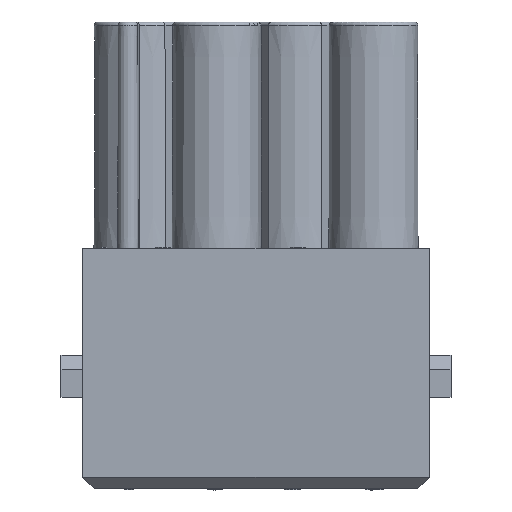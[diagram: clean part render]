
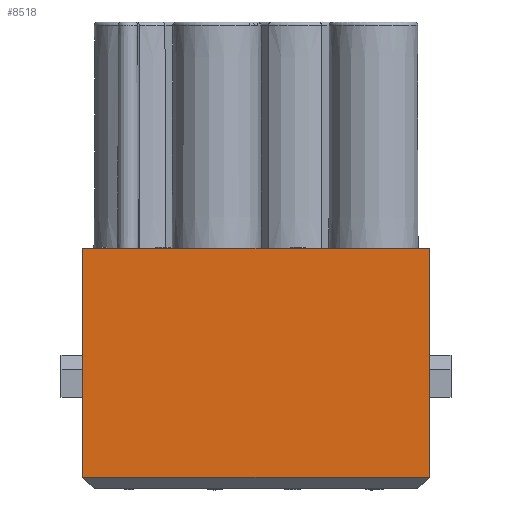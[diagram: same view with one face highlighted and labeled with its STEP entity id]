
A CAD part, top view. The second image highlights one B-rep face of the part: STEP entity #8518.
In plain terms, the highlighted planar face has unit normal (0, 0, 1).
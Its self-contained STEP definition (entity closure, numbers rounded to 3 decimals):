
#2519=DIRECTION('',(-1.,0.,0.));
#2520=VECTOR('',#2519,30.3);
#2521=CARTESIAN_POINT('',(15.15,1.,7.3));
#2522=LINE('',#2521,#2520);
#2523=DIRECTION('',(0.,1.,0.));
#2524=VECTOR('',#2523,20.);
#2525=CARTESIAN_POINT('',(-15.15,1.,7.3));
#2526=LINE('',#2525,#2524);
#2527=DIRECTION('',(1.,0.,0.));
#2528=VECTOR('',#2527,30.3);
#2529=CARTESIAN_POINT('',(-15.15,21.,7.3));
#2530=LINE('',#2529,#2528);
#2531=DIRECTION('',(0.,-1.,0.));
#2532=VECTOR('',#2531,20.);
#2533=CARTESIAN_POINT('',(15.15,21.,7.3));
#2534=LINE('',#2533,#2532);
#4315=CARTESIAN_POINT('',(15.15,21.,7.3));
#4317=VERTEX_POINT('',#4315);
#4320=CARTESIAN_POINT('',(-15.15,21.,7.3));
#4322=VERTEX_POINT('',#4320);
#5197=CARTESIAN_POINT('',(-15.15,1.,7.3));
#5199=VERTEX_POINT('',#5197);
#5205=CARTESIAN_POINT('',(15.15,1.,7.3));
#5206=VERTEX_POINT('',#5205);
#8505=CARTESIAN_POINT('',(-15.15,3.,7.3));
#8506=DIRECTION('',(0.,0.,1.));
#8507=DIRECTION('',(1.,0.,0.));
#8508=AXIS2_PLACEMENT_3D('',#8505,#8506,#8507);
#8509=PLANE('',#8508);
#8511=ORIENTED_EDGE('',*,*,#8510,.T.);
#8512=ORIENTED_EDGE('',*,*,#8388,.T.);
#8513=ORIENTED_EDGE('',*,*,#5646,.T.);
#8515=ORIENTED_EDGE('',*,*,#8514,.T.);
#8516=EDGE_LOOP('',(#8511,#8512,#8513,#8515));
#8517=FACE_OUTER_BOUND('',#8516,.F.);
#8518=ADVANCED_FACE('',(#8517),#8509,.T.);
#5646=EDGE_CURVE('',#4322,#4317,#2530,.T.);
#8388=EDGE_CURVE('',#5199,#4322,#2526,.T.);
#8510=EDGE_CURVE('',#5206,#5199,#2522,.T.);
#8514=EDGE_CURVE('',#4317,#5206,#2534,.T.);
